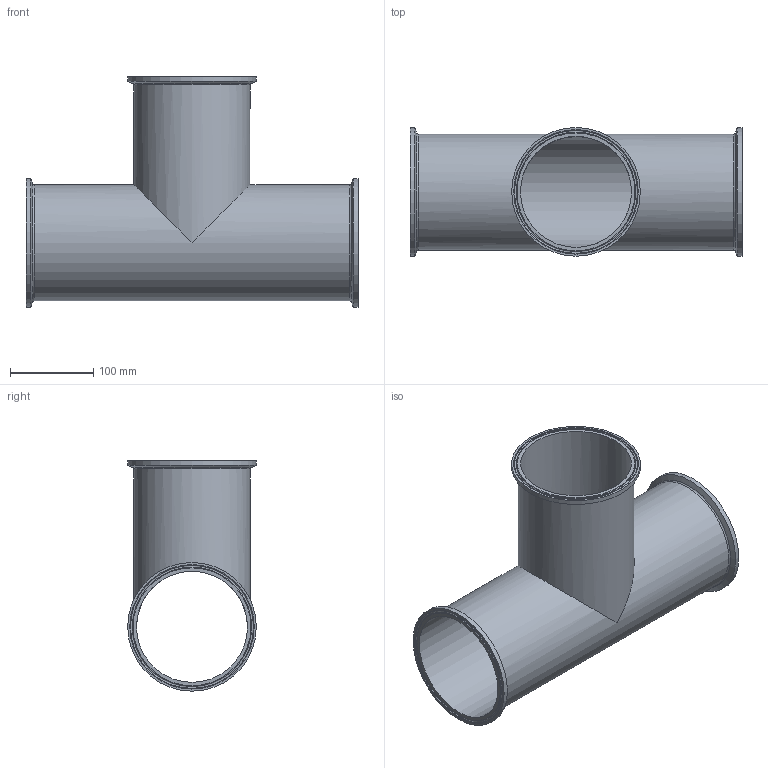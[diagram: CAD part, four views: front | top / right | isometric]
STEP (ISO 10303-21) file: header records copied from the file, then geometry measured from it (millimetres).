
FILE_DESCRIPTION(/* description */ (''),/* implementation_level */ '2;1');
FILE_NAME(/* name */ '7MD 50.stp',/* time_stamp */ '2022-04-11T14:07:53+09:00',/* author */ ('3dcad-eng'),/* organization */ (''),/* preprocessor_version */ 'ST-DEVELOPER v18.1',/* originating_system */ 'Autodesk Inventor 2022',/* authorisation */ '');
FILE_SCHEMA (('AUTOMOTIVE_DESIGN { 1 0 10303 214 3 1 1 }'));
Length unit declared in the file: millimetre
Products named in the file (1): 7MD 50
Bounding box: 400 x 155 x 277.5 mm (x, y, z)
Volume: 730409 mm3; surface area: 465247.7 mm2
Topology: 1 solids, 1 shells, 34 faces, 83 edges, 53 vertices
Faces by surface type: torus 12, cone 9, cylinder 7, plane 6
Full cylindrical faces by diameter (mm): 133.8 x2, 139.8 x2, 155 x3
Entity records: 1085 total; most frequent: DIRECTION 218, CARTESIAN_POINT 171, ORIENTED_EDGE 166, AXIS2_PLACEMENT_3D 100, EDGE_CURVE 83, CIRCLE 59, VERTEX_POINT 53, EDGE_LOOP 40
